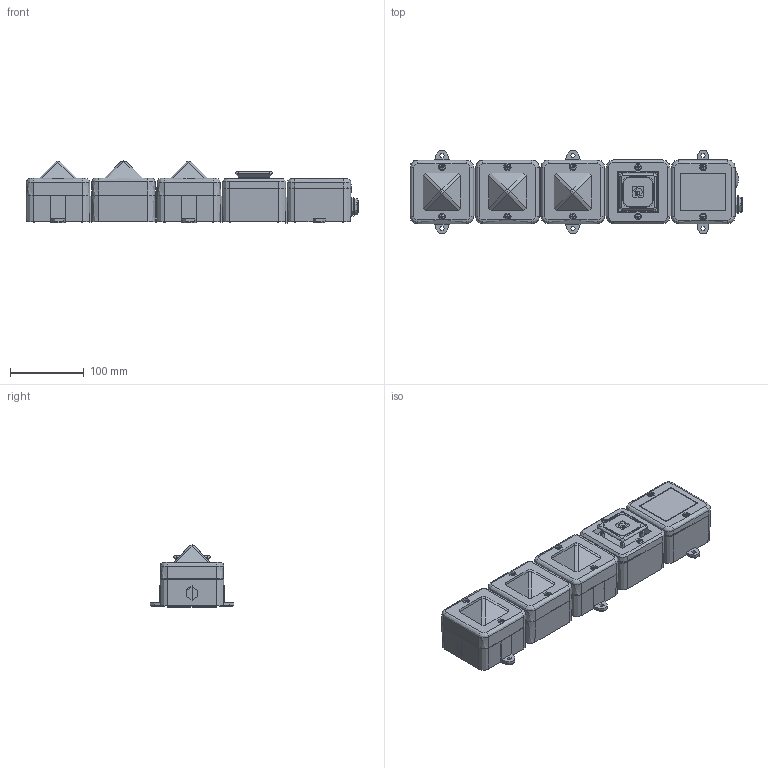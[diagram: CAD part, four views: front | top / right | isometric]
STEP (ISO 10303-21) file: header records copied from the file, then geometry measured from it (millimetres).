
FILE_DESCRIPTION (( 'STEP AP214' ), '1' );
FILE_NAME ('SK0212-STA3-3D_Issue_A.STEP', '2014-12-02T15:41:52', ( '' ), ( '' ), 'SwSTEP 2.0', 'SolidWorks 2014', '' );
FILE_SCHEMA (( 'AUTOMOTIVE_DESIGN' ));
Length unit declared in the file: millimetre
Products named in the file (86): D171-99-x0x; SCSSST6X34P; D0106; D0620-3D_Issue_B_SONORA UL FOR D171; SCSSST4X14P_111; Fibre washer; D0515-3D_Issue_B_as junction box in D171; SCSSST6X34P_111; D151-50-002-3D_Issue_A; D0620-004-BASIC; M20 Stopping gland thru; D0620-002_BASIC; SK0265-3D_Issue_A; D1501; SK0212-STA3-3D_Issue_A; D0606-3D_Issue_A; D0108-3D_Issue_E; D171-10-001; D0114-3D_Issue_B; BG20PVC; L101 Lens; D171-10-001_3 way; Rubber Seal; D151-50-001-3D_Issue_A; D0511-3D_Issue_B; D151-50-002-3D_Issue_A_db042; D0620-3D_Issue_B; SCSSST6X14P; D0515-3D_Issue_B; D0108-3D_Issue_E_A100 last unit; PCLIP50; SCSSST4X14P; SCSSST6X14P_111; D0511-3D_Issue_B_L101 UL; D0108-3D_Issue_E_A100 UL
Assembly tree (83 placements, depth 3):
  D0106
  Fibre washer
  D0106
  Fibre washer
  D0620-004-BASIC
Bounding box: 448.88 x 112.5 x 84.23 mm (x, y, z)
Volume: 580039.4 mm3; surface area: 434604.6 mm2
Topology: 62 solids, 62 shells, 3386 faces, 9751 edges, 6669 vertices
Faces by surface type: cylinder 1169, plane 993, cone 554, bspline 345, torus 294, sphere 31
Entity records: 85154 total; most frequent: CARTESIAN_POINT 36502, ORIENTED_EDGE 10114, DIRECTION 9345, EDGE_CURVE 5057, AXIS2_PLACEMENT_3D 3698, VERTEX_POINT 3394, EDGE_LOOP 2197, VECTOR 1949
